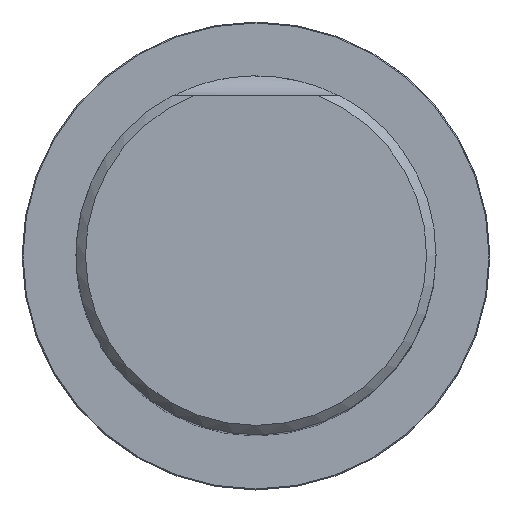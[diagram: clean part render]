
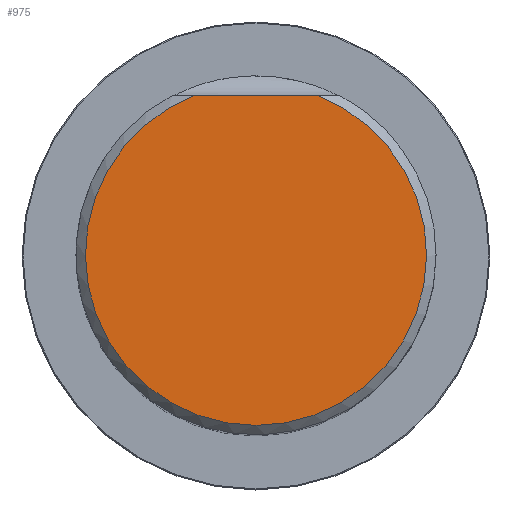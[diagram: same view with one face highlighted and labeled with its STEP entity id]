
A CAD part, top view. The second image highlights one B-rep face of the part: STEP entity #975.
In plain terms, the highlighted planar face has unit normal (0, 0, 1).
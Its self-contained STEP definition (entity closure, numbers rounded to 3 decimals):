
#200=PLANE('',#4952);
#426=LINE('',#7160,#678);
#678=VECTOR('',#5563,1.);
#975=ADVANCED_FACE('CU_SU_1',(#1306),#200,.T.);
#1306=FACE_OUTER_BOUND('',#1543,.T.);
#1543=EDGE_LOOP('',(#2248,#2249));
#1965=CIRCLE('',#4951,18.046);
#2248=ORIENTED_EDGE('',*,*,#4006,.F.);
#2249=ORIENTED_EDGE('',*,*,#4007,.F.);
#3526=VERTEX_POINT('',#7158);
#3527=VERTEX_POINT('',#7159);
#4006=EDGE_CURVE('',#3526,#3527,#1965,.T.);
#4007=EDGE_CURVE('',#3527,#3526,#426,.T.);
#4951=AXIS2_PLACEMENT_3D('',#7157,#5561,#5562);
#4952=AXIS2_PLACEMENT_3D('',#7161,#5564,#5565);
#5561=DIRECTION('',(0.,0.,-1.));
#5562=DIRECTION('',(1.,0.,0.));
#5563=DIRECTION('',(1.,0.,0.));
#5564=DIRECTION('',(0.,0.,1.));
#5565=DIRECTION('',(1.,0.,0.));
#7157=CARTESIAN_POINT('',(0.,0.,70.));
#7158=CARTESIAN_POINT('',(6.45,16.854,70.));
#7159=CARTESIAN_POINT('',(-6.45,16.854,70.));
#7160=CARTESIAN_POINT('',(-50.,16.854,70.));
#7161=CARTESIAN_POINT('',(0.,0.,70.));
